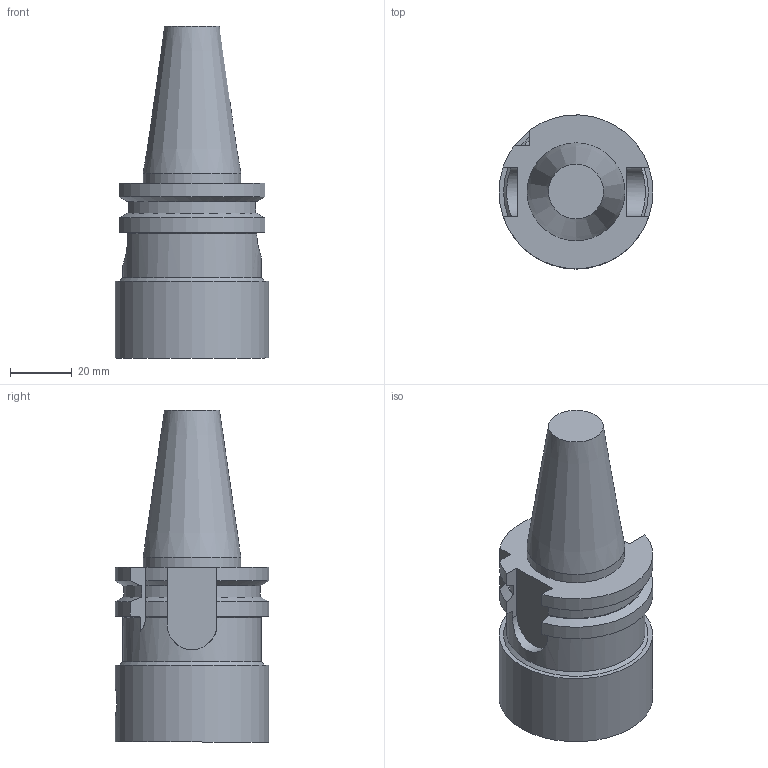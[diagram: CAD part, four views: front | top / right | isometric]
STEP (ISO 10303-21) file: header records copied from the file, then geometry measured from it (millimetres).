
FILE_DESCRIPTION((''),'1');
FILE_NAME('DV30-CKB5-60.stp','2024-04-22T01:57:55',(''),(''),'Spatial Interop R21 SP3','Kubotek KeyCreator 2011 V10.0.2 (22737)',' ');
FILE_SCHEMA(('automotive_design'));
Length unit declared in the file: millimetre
Products named in the file (1): 240[2]
Bounding box: 50 x 50 x 107.8 mm (x, y, z)
Volume: 105712 mm3; surface area: 20125 mm2
Topology: 1 solids, 1 shells, 51 faces, 136 edges, 90 vertices
Faces by surface type: plane 23, cylinder 17, cone 11
Full cylindrical faces by diameter (mm): 10.3 x1, 28 x1, 31.75 x1, 45 x1, 50 x1
Entity records: 2975 total; most frequent: CARTESIAN_POINT 502, ORIENTED_EDGE 252, DIRECTION 247, PRESENTATION_STYLE_ASSIGNMENT 230, COLOUR_RGB 230, STYLED_ITEM 178, CURVE_STYLE 178, DRAUGHTING_PRE_DEFINED_CURVE_FONT 178
